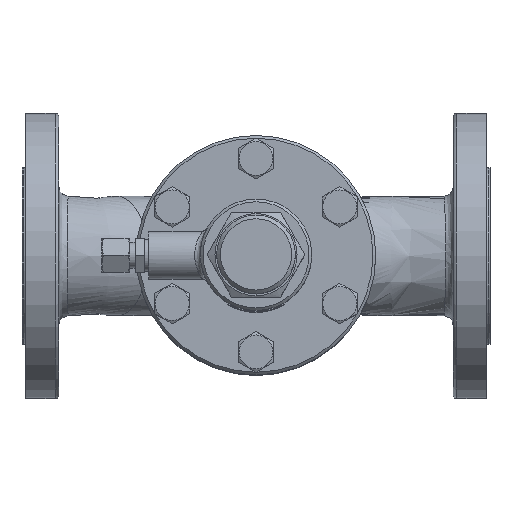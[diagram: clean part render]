
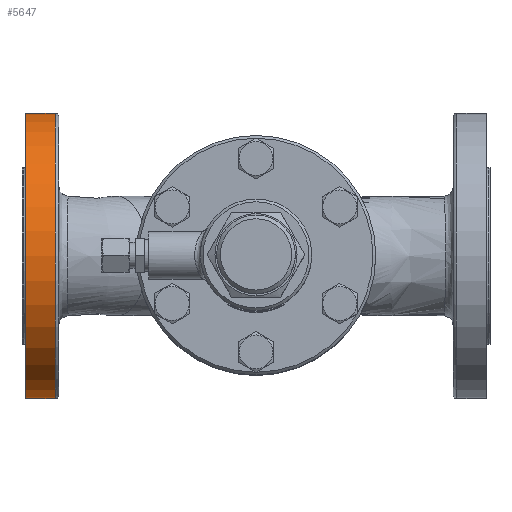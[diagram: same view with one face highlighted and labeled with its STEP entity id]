
A CAD part, top view. The second image highlights one B-rep face of the part: STEP entity #5647.
In plain terms, the highlighted cylindrical face has radius 77.5 mm (diameter 155 mm), a full revolution.
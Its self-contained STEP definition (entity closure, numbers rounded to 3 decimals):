
#743=LINE('',#11344,#1113);
#1113=VECTOR('',#7671,77.5);
#1172=CYLINDRICAL_SURFACE('',#6211,77.5);
#1494=FACE_OUTER_BOUND('',#1896,.T.);
#1896=EDGE_LOOP('',(#5045,#5046,#5047,#5048,#5049,#5050));
#2121=CIRCLE('',#6193,77.5);
#2122=CIRCLE('',#6194,77.5);
#2132=CIRCLE('',#6209,77.5);
#2133=CIRCLE('',#6210,77.5);
#2662=VERTEX_POINT('',#11309);
#2663=VERTEX_POINT('',#11310);
#2672=VERTEX_POINT('',#11338);
#2673=VERTEX_POINT('',#11340);
#3457=EDGE_CURVE('',#2662,#2663,#2121,.T.);
#3458=EDGE_CURVE('',#2663,#2662,#2122,.T.);
#3472=EDGE_CURVE('',#2672,#2673,#2132,.T.);
#3473=EDGE_CURVE('',#2673,#2672,#2133,.T.);
#3474=EDGE_CURVE('',#2673,#2663,#743,.T.);
#5045=ORIENTED_EDGE('',*,*,#3473,.F.);
#5046=ORIENTED_EDGE('',*,*,#3474,.T.);
#5047=ORIENTED_EDGE('',*,*,#3458,.T.);
#5048=ORIENTED_EDGE('',*,*,#3457,.T.);
#5049=ORIENTED_EDGE('',*,*,#3474,.F.);
#5050=ORIENTED_EDGE('',*,*,#3472,.F.);
#5647=ADVANCED_FACE('',(#1494),#1172,.T.);
#6193=AXIS2_PLACEMENT_3D('',#11311,#7629,#7630);
#6194=AXIS2_PLACEMENT_3D('',#11312,#7631,#7632);
#6209=AXIS2_PLACEMENT_3D('',#11341,#7665,#7666);
#6210=AXIS2_PLACEMENT_3D('',#11342,#7667,#7668);
#6211=AXIS2_PLACEMENT_3D('',#11343,#7669,#7670);
#7629=DIRECTION('center_axis',(1.,0.,0.));
#7630=DIRECTION('ref_axis',(0.,-1.,0.));
#7631=DIRECTION('center_axis',(1.,0.,0.));
#7632=DIRECTION('ref_axis',(0.,-1.,0.));
#7665=DIRECTION('center_axis',(1.,0.,0.));
#7666=DIRECTION('ref_axis',(0.,-1.,0.));
#7667=DIRECTION('center_axis',(1.,0.,0.));
#7668=DIRECTION('ref_axis',(0.,-1.,0.));
#7669=DIRECTION('center_axis',(-1.,0.,0.));
#7670=DIRECTION('ref_axis',(0.,-1.,0.));
#7671=DIRECTION('',(-1.,0.,0.));
#11309=CARTESIAN_POINT('',(-125.,0.,-150.5));
#11310=CARTESIAN_POINT('',(-125.,77.5,-73.));
#11311=CARTESIAN_POINT('Origin',(-125.,0.,-73.));
#11312=CARTESIAN_POINT('Origin',(-125.,0.,-73.));
#11338=CARTESIAN_POINT('',(-109.,0.,4.5));
#11340=CARTESIAN_POINT('',(-109.,77.5,-73.));
#11341=CARTESIAN_POINT('Origin',(-109.,0.,-73.));
#11342=CARTESIAN_POINT('Origin',(-109.,0.,-73.));
#11343=CARTESIAN_POINT('Origin',(-127.,0.,-73.));
#11344=CARTESIAN_POINT('',(-127.,77.5,-73.));
